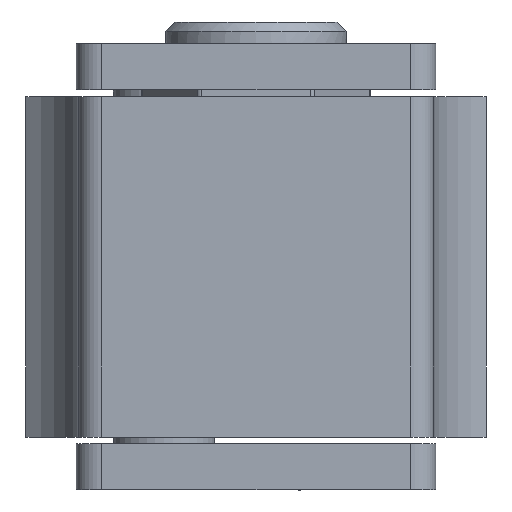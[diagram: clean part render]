
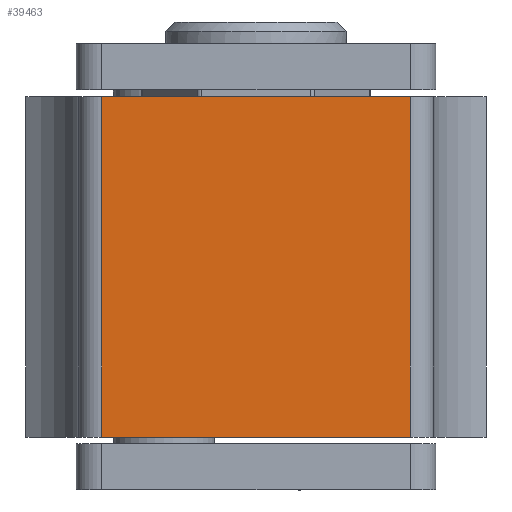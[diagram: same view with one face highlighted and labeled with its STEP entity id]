
A CAD part, left-side view. The second image highlights one B-rep face of the part: STEP entity #39463.
In plain terms, the highlighted planar face has unit normal (-1, 0, 0).
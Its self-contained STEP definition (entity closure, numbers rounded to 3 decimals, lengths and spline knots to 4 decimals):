
#3091=FACE_OUTER_BOUND('',#5313,.T.);
#5313=EDGE_LOOP('',(#33842,#33843,#33844,#33845));
#8941=LINE('',#59207,#12917);
#10418=LINE('',#68500,#14394);
#10477=LINE('',#71922,#14453);
#10478=LINE('',#71924,#14454);
#12917=VECTOR('',#45500,0.3937);
#14394=VECTOR('',#48057,0.3937);
#14453=VECTOR('',#48264,0.3937);
#14454=VECTOR('',#48267,0.3937);
#16452=VERTEX_POINT('',#59204);
#16453=VERTEX_POINT('',#59206);
#17873=VERTEX_POINT('',#68497);
#17874=VERTEX_POINT('',#68499);
#20971=EDGE_CURVE('',#16452,#16453,#8941,.T.);
#23096=EDGE_CURVE('',#17873,#17874,#10418,.T.);
#23310=EDGE_CURVE('',#17874,#16452,#10477,.T.);
#23311=EDGE_CURVE('',#16453,#17873,#10478,.T.);
#33842=ORIENTED_EDGE('',*,*,#23310,.F.);
#33843=ORIENTED_EDGE('',*,*,#23096,.F.);
#33844=ORIENTED_EDGE('',*,*,#23311,.F.);
#33845=ORIENTED_EDGE('',*,*,#20971,.F.);
#35476=PLANE('',#41117);
#39463=ADVANCED_FACE('',(#3091),#35476,.T.);
#41117=AXIS2_PLACEMENT_3D('',#71923,#48265,#48266);
#45500=DIRECTION('',(0.,1.,0.));
#48057=DIRECTION('',(0.,-1.,0.));
#48264=DIRECTION('',(0.,0.,-1.));
#48265=DIRECTION('center_axis',(-1.,0.,0.));
#48266=DIRECTION('ref_axis',(0.,-1.,0.));
#48267=DIRECTION('',(0.,0.,1.));
#59204=CARTESIAN_POINT('',(-0.85,-0.335,-0.37));
#59206=CARTESIAN_POINT('',(-0.85,0.335,-0.37));
#59207=CARTESIAN_POINT('',(-0.85,-0.385,-0.37));
#68497=CARTESIAN_POINT('',(-0.85,0.335,0.37));
#68499=CARTESIAN_POINT('',(-0.85,-0.335,0.37));
#68500=CARTESIAN_POINT('',(-0.85,-0.385,0.37));
#71922=CARTESIAN_POINT('',(-0.85,-0.335,0.));
#71923=CARTESIAN_POINT('Origin',(-0.85,0.385,0.));
#71924=CARTESIAN_POINT('',(-0.85,0.335,0.));
